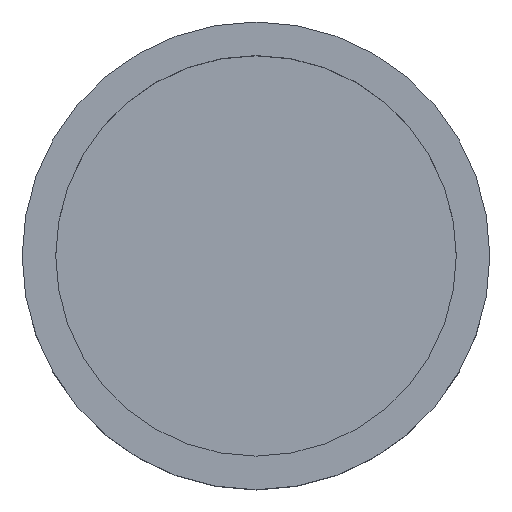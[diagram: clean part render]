
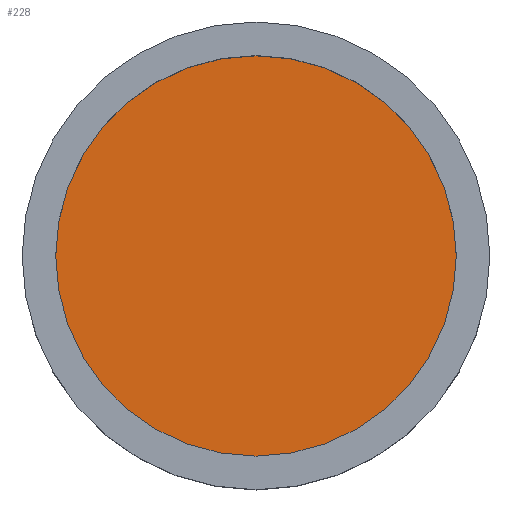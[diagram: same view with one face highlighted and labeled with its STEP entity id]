
A CAD part, top view. The second image highlights one B-rep face of the part: STEP entity #228.
In plain terms, the highlighted planar face has unit normal (0, 0, 1).
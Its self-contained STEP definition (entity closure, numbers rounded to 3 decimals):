
#19=PLANE('',#279);
#59=ORIENTED_EDGE('',*,*,#87,.F.);
#87=EDGE_CURVE('',#107,#107,#127,.T.);
#107=VERTEX_POINT('',#424);
#127=CIRCLE('',#280,8.35);
#159=EDGE_LOOP('',(#59));
#199=FACE_BOUND('',#159,.T.);
#228=ADVANCED_FACE('',(#199),#19,.F.);
#279=AXIS2_PLACEMENT_3D('',#422,#354,#355);
#280=AXIS2_PLACEMENT_3D('',#423,#356,#357);
#354=DIRECTION('',(0.,0.,-1.));
#355=DIRECTION('',(-1.,0.,0.));
#356=DIRECTION('',(0.,0.,-1.));
#357=DIRECTION('',(-1.,0.,0.));
#422=CARTESIAN_POINT('',(-8.35,0.,-6.));
#423=CARTESIAN_POINT('',(0.,0.,-6.));
#424=CARTESIAN_POINT('',(-8.35,0.,-6.));
